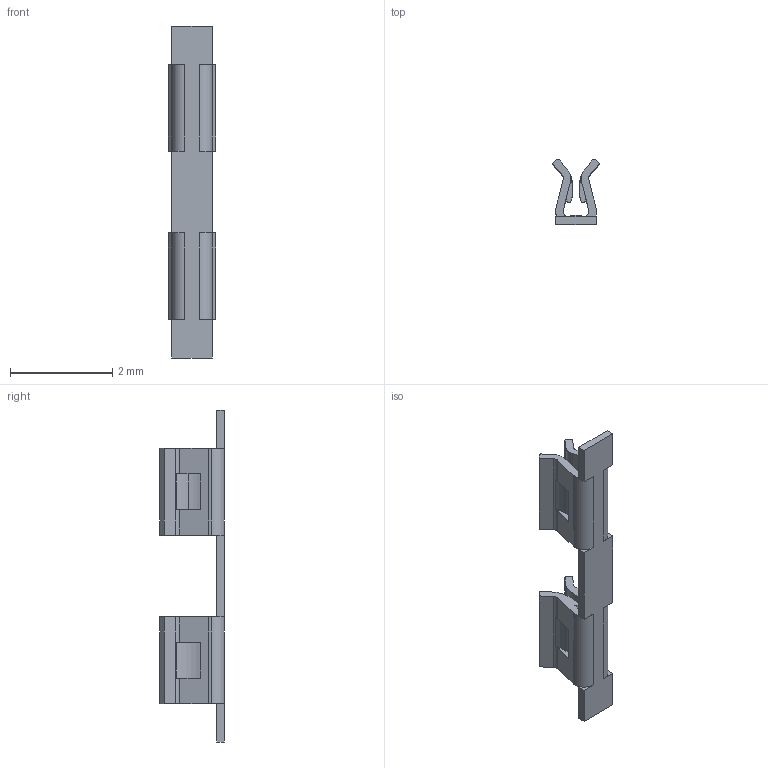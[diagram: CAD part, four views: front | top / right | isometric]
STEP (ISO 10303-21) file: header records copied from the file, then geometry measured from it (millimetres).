
FILE_DESCRIPTION(/* description */ ('SolidWorks IGES file using analytic representation for surfaces '),/* implementation_level */ '2;1');
FILE_NAME(/* name */ 'TC rev 1.stp',/* time_stamp */ '2017-12-22T14:11:23+01:00',/* author */ ('r.bruijn'),/* organization */ (''),/* preprocessor_version */ 'ST-DEVELOPER v16.13',/* originating_system */ 'Autodesk Inventor 2018',/* authorisation */ '');
FILE_SCHEMA (('AUTOMOTIVE_DESIGN { 1 0 10303 214 3 1 1 }'));
Length unit declared in the file: millimetre
Products named in the file (1): sc-128-01
Bounding box: 0.93 x 1.27 x 6.5 mm (x, y, z)
Surface area: 30.7 mm2 (no closed solid volume)
Topology: 0 solids, 120 shells, 120 faces, 648 edges, 648 vertices
Faces by surface type: plane 72, cylinder 48
Entity records: 6759 total; most frequent: CARTESIAN_POINT 1417, DIRECTION 1094, VERTEX_POINT 648, EDGE_CURVE 648, ORIENTED_EDGE 648, LINE 444, VECTOR 444, AXIS2_PLACEMENT_3D 325
